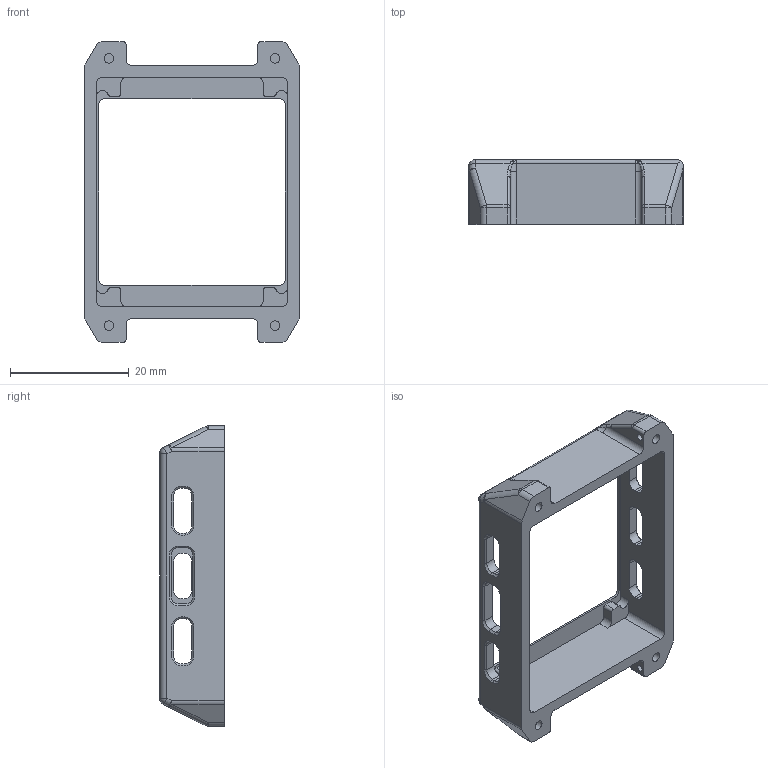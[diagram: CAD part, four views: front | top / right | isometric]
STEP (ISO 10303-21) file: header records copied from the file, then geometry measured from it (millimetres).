
FILE_DESCRIPTION(/* description */ (''),/* implementation_level */ '2;1');
FILE_NAME(/* name */ 'case.step',/* time_stamp */ '2024-08-18T19:58:26+01:00',/* author */ (''),/* organization */ (''),/* preprocessor_version */ 'ST-DEVELOPER v20',/* originating_system */ 'Autodesk Translation Framework v13.14.0.145',/* authorisation */ '');
FILE_SCHEMA (('AUTOMOTIVE_DESIGN { 1 0 10303 214 3 1 1 }'));
Length unit declared in the file: millimetre
Products named in the file (1): case
Bounding box: 36.2 x 10.9 x 50.6 mm (x, y, z)
Volume: 3753.5 mm3; surface area: 4634.3 mm2
Topology: 1 solids, 1 shells, 251 faces, 620 edges, 376 vertices
Faces by surface type: plane 99, cylinder 96, cone 24, bspline 16, torus 8, sphere 8
Full cylindrical faces by diameter (mm): 1.1 x4, 1.623 x4
Entity records: 7768 total; most frequent: CARTESIAN_POINT 1690, DIRECTION 1314, ORIENTED_EDGE 1232, EDGE_CURVE 616, AXIS2_PLACEMENT_3D 480, VERTEX_POINT 376, LINE 354, VECTOR 354
